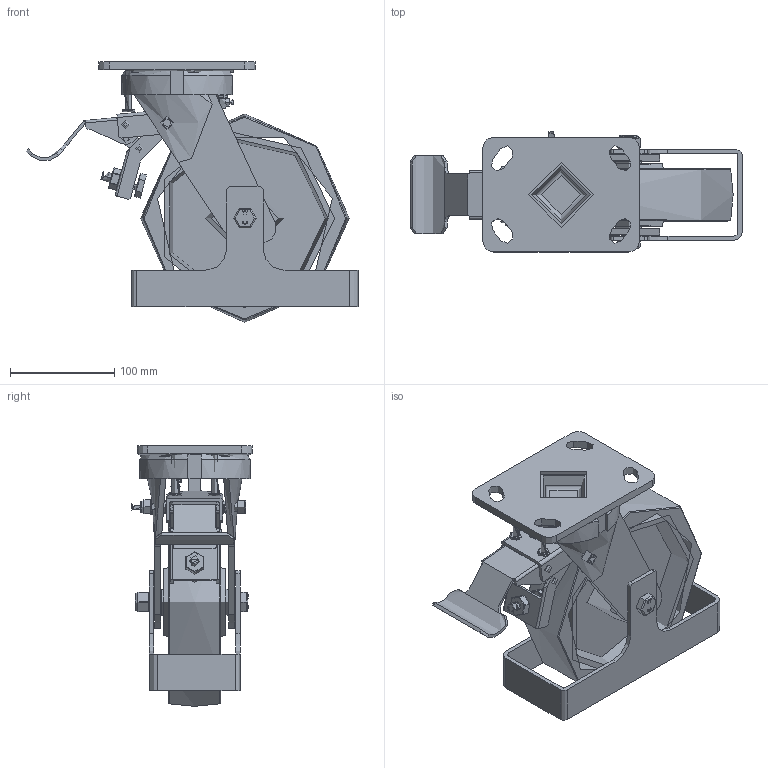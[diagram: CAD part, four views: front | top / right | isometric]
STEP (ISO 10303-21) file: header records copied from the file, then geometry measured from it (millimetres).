
FILE_DESCRIPTION(/* description */ (''),/* implementation_level */ '2;1');
FILE_NAME(/* name */ 'BZK200PTBJSWBFG.step',/* time_stamp */ '2024-06-10T17:04:42+01:00',/* author */ (''),/* organization */ (''),/* preprocessor_version */ 'ST-DEVELOPER v20',/* originating_system */ 'Autodesk Translation Framework v13.14.0.145',/* authorisation */ '');
FILE_SCHEMA (('AUTOMOTIVE_DESIGN { 1 0 10303 214 3 1 1 }'));
Products named in the file (49): BZK200PTBJSWBFG; BZK200ASSWB v1; FABRICATED STEEL TOP PLATE; FABRICATED STEEL FORKS; FABRICATED STEEL FORKS Geometry; GREESE NIPPLE; FABRICATED STEEL BRAKE; BRAKE1; BRAKE PEDAL; BOLT; BRAKE 2; SPACERS; BRAKE 3; BOLT2; BOLT3; BOLT4; BRAKE BOLT; BRAKE BOLT Geometry; RUBBER; NUT; WASHER; NUT2; LOCKING BOLTS; BZXH200WPTBJM20 v1; POLYURETHANE TYRE; CAST IRON RIM; CAST IRON RIM Geometry; BEARING SPACER; BEARING6204; BALL BEARINGS; BEARING6204 (1); BALL BEARINGS (1); Component3; INNER; OUTER; MIDDLE; RUBBER (1); TH20X2X12 v1; ZINC PLATED HEADED SPACER; TH20X2X12 v1 (1) ...
Assembly tree (67 placements, depth 5):
  BZK200PTBJSWBFG
    BZK200ASSWB v1
      FABRICATED STEEL TOP PLATE
      FABRICATED STEEL FORKS
        FABRICATED STEEL FORKS Geometry
        GREESE NIPPLE
      FABRICATED STEEL BRAKE
        BRAKE1
        BRAKE PEDAL
        BOLT
        BRAKE 2
        SPACERS
        BRAKE 3
        BOLT2
        BOLT3
        BOLT4
        BRAKE BOLT
          BRAKE BOLT Geometry
          RUBBER
        NUT
        WASHER
        NUT2
        LOCKING BOLTS
    BZXH200WPTBJM20 v1
      POLYURETHANE TYRE
      CAST IRON RIM
        CAST IRON RIM Geometry
        BEARING SPACER
      BEARING6204
        INNER
        OUTER
        BALL BEARINGS
          Component3  x8
        MIDDLE
        RUBBER (1)
      BEARING6204 (1)
        BALL BEARINGS (1)
          Component3  x8
        INNER
        OUTER
        MIDDLE
        RUBBER (1)
    TH20X2X12 v1
      ZINC PLATED HEADED SPACER
    TH20X2X12 v1 (1)
      ZINC PLATED HEADED SPACER (1)
    BOLTM12X100Z8.8 v2
      GRADE 8.8 FULLY THREADED ZINC PLATED BOLT
    FGF2006012 v1
      FGF2006012
    NYLOCM12Z14MM v1
      NYLOC NUT
        NUT (1)
        RUBBER (2)
Bounding box: 318.5 x 115.22 x 250 mm (x, y, z)
Volume: 1463231.5 mm3; surface area: 457492.9 mm2
Topology: 57 solids, 58 shells, 1496 faces, 3812 edges, 2514 vertices
Faces by surface type: plane 595, cylinder 442, bspline 354, sphere 72, torus 26, cone 7
Full cylindrical faces by diameter (mm): 5 x1, 6 x32, 7 x2, 8 x30, 9.836 x34, 10 x4, 11.834 x45, 12 x6, 12.2 x2, 12.5 x1, 13 x5, 14 x3, 18 x1, 18.5 x1, 19.8 x2, 20 x3, 24 x1, 25 x2, 27 x2, 28.5 x8, 30.8 x4, 31.3 x4, 32 x1, 40.3 x4, 40.5 x4, 40.8 x4, 42 x10, 47 x4, 62.5 x1, 70 x1
Entity records: 68691 total; most frequent: CARTESIAN_POINT 41302, ORIENTED_EDGE 5686, DIRECTION 4800, EDGE_CURVE 2843, VERTEX_POINT 1880, AXIS2_PLACEMENT_3D 1715, LINE 1370, VECTOR 1370
